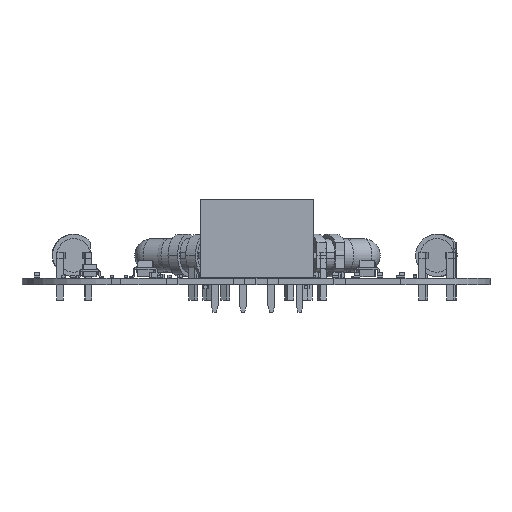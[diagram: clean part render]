
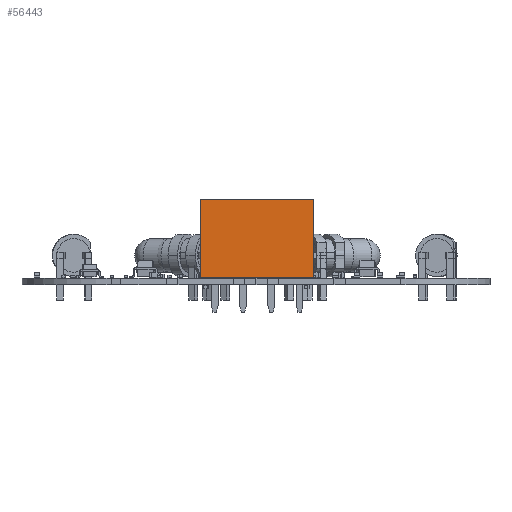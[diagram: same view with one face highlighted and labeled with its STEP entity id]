
A CAD part, front view. The second image highlights one B-rep face of the part: STEP entity #56443.
In plain terms, the highlighted face is planar.
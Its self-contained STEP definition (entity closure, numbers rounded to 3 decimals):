
#54557 = PLANE('',#54558);
#54558 = AXIS2_PLACEMENT_3D('',#54559,#54560,#54561);
#54559 = CARTESIAN_POINT('',(-1.27,-8.89,0.));
#54560 = DIRECTION('',(0.,1.,0.));
#54561 = DIRECTION('',(1.,0.,0.));
#54585 = PLANE('',#54586);
#54586 = AXIS2_PLACEMENT_3D('',#54587,#54588,#54589);
#54587 = CARTESIAN_POINT('',(1.27,-8.89,7.));
#54588 = DIRECTION('',(0.,0.,-1.));
#54589 = DIRECTION('',(0.,-1.,0.));
#54613 = PLANE('',#54614);
#54614 = AXIS2_PLACEMENT_3D('',#54615,#54616,#54617);
#54615 = CARTESIAN_POINT('',(1.27,1.27,0.));
#54616 = DIRECTION('',(0.,-1.,0.));
#54617 = DIRECTION('',(-1.,0.,0.));
#54655 = VERTEX_POINT('',#54656);
#54656 = CARTESIAN_POINT('',(-1.27,-8.89,0.));
#54672 = PLANE('',#54673);
#54673 = AXIS2_PLACEMENT_3D('',#54674,#54675,#54676);
#54674 = CARTESIAN_POINT('',(1.27,-8.89,0.));
#54675 = DIRECTION('',(0.,0.,-1.));
#54676 = DIRECTION('',(0.,-1.,0.));
#54684 = EDGE_CURVE('',#54655,#54685,#54687,.T.);
#54685 = VERTEX_POINT('',#54686);
#54686 = CARTESIAN_POINT('',(-1.27,-8.89,7.));
#54687 = SURFACE_CURVE('',#54688,(#54692,#54699),.PCURVE_S1.);
#54688 = LINE('',#54689,#54690);
#54689 = CARTESIAN_POINT('',(-1.27,-8.89,0.));
#54690 = VECTOR('',#54691,1.);
#54691 = DIRECTION('',(0.,0.,1.));
#54692 = PCURVE('',#54557,#54693);
#54693 = DEFINITIONAL_REPRESENTATION('',(#54694),#54698);
#54694 = LINE('',#54695,#54696);
#54695 = CARTESIAN_POINT('',(0.,0.));
#54696 = VECTOR('',#54697,1.);
#54697 = DIRECTION('',(0.,-1.));
#54698 = ( GEOMETRIC_REPRESENTATION_CONTEXT(2) 
PARAMETRIC_REPRESENTATION_CONTEXT() REPRESENTATION_CONTEXT('2D SPACE',''
  ) );
#54699 = PCURVE('',#54700,#54705);
#54700 = PLANE('',#54701);
#54701 = AXIS2_PLACEMENT_3D('',#54702,#54703,#54704);
#54702 = CARTESIAN_POINT('',(-1.27,1.27,0.));
#54703 = DIRECTION('',(1.,0.,0.));
#54704 = DIRECTION('',(0.,-1.,0.));
#54705 = DEFINITIONAL_REPRESENTATION('',(#54706),#54710);
#54706 = LINE('',#54707,#54708);
#54707 = CARTESIAN_POINT('',(10.16,0.));
#54708 = VECTOR('',#54709,1.);
#54709 = DIRECTION('',(0.,-1.));
#54710 = ( GEOMETRIC_REPRESENTATION_CONTEXT(2) 
PARAMETRIC_REPRESENTATION_CONTEXT() REPRESENTATION_CONTEXT('2D SPACE',''
  ) );
#54867 = VERTEX_POINT('',#54868);
#54868 = CARTESIAN_POINT('',(-1.27,1.27,7.));
#54889 = EDGE_CURVE('',#54890,#54867,#54892,.T.);
#54890 = VERTEX_POINT('',#54891);
#54891 = CARTESIAN_POINT('',(-1.27,1.27,0.));
#54892 = SURFACE_CURVE('',#54893,(#54897,#54904),.PCURVE_S1.);
#54893 = LINE('',#54894,#54895);
#54894 = CARTESIAN_POINT('',(-1.27,1.27,0.));
#54895 = VECTOR('',#54896,1.);
#54896 = DIRECTION('',(0.,0.,1.));
#54897 = PCURVE('',#54613,#54898);
#54898 = DEFINITIONAL_REPRESENTATION('',(#54899),#54903);
#54899 = LINE('',#54900,#54901);
#54900 = CARTESIAN_POINT('',(2.54,0.));
#54901 = VECTOR('',#54902,1.);
#54902 = DIRECTION('',(0.,-1.));
#54903 = ( GEOMETRIC_REPRESENTATION_CONTEXT(2) 
PARAMETRIC_REPRESENTATION_CONTEXT() REPRESENTATION_CONTEXT('2D SPACE',''
  ) );
#54904 = PCURVE('',#54700,#54905);
#54905 = DEFINITIONAL_REPRESENTATION('',(#54906),#54910);
#54906 = LINE('',#54907,#54908);
#54907 = CARTESIAN_POINT('',(0.,0.));
#54908 = VECTOR('',#54909,1.);
#54909 = DIRECTION('',(0.,-1.));
#54910 = ( GEOMETRIC_REPRESENTATION_CONTEXT(2) 
PARAMETRIC_REPRESENTATION_CONTEXT() REPRESENTATION_CONTEXT('2D SPACE',''
  ) );
#55034 = EDGE_CURVE('',#54867,#54685,#55035,.T.);
#55035 = SURFACE_CURVE('',#55036,(#55040,#55047),.PCURVE_S1.);
#55036 = LINE('',#55037,#55038);
#55037 = CARTESIAN_POINT('',(-1.27,1.27,7.));
#55038 = VECTOR('',#55039,1.);
#55039 = DIRECTION('',(0.,-1.,0.));
#55040 = PCURVE('',#54585,#55041);
#55041 = DEFINITIONAL_REPRESENTATION('',(#55042),#55046);
#55042 = LINE('',#55043,#55044);
#55043 = CARTESIAN_POINT('',(-10.16,2.54));
#55044 = VECTOR('',#55045,1.);
#55045 = DIRECTION('',(1.,0.));
#55046 = ( GEOMETRIC_REPRESENTATION_CONTEXT(2) 
PARAMETRIC_REPRESENTATION_CONTEXT() REPRESENTATION_CONTEXT('2D SPACE',''
  ) );
#55047 = PCURVE('',#54700,#55048);
#55048 = DEFINITIONAL_REPRESENTATION('',(#55049),#55053);
#55049 = LINE('',#55050,#55051);
#55050 = CARTESIAN_POINT('',(0.,-7.));
#55051 = VECTOR('',#55052,1.);
#55052 = DIRECTION('',(1.,0.));
#55053 = ( GEOMETRIC_REPRESENTATION_CONTEXT(2) 
PARAMETRIC_REPRESENTATION_CONTEXT() REPRESENTATION_CONTEXT('2D SPACE',''
  ) );
#55537 = EDGE_CURVE('',#54890,#54655,#55538,.T.);
#55538 = SURFACE_CURVE('',#55539,(#55543,#55550),.PCURVE_S1.);
#55539 = LINE('',#55540,#55541);
#55540 = CARTESIAN_POINT('',(-1.27,1.27,0.));
#55541 = VECTOR('',#55542,1.);
#55542 = DIRECTION('',(0.,-1.,0.));
#55543 = PCURVE('',#54672,#55544);
#55544 = DEFINITIONAL_REPRESENTATION('',(#55545),#55549);
#55545 = LINE('',#55546,#55547);
#55546 = CARTESIAN_POINT('',(-10.16,2.54));
#55547 = VECTOR('',#55548,1.);
#55548 = DIRECTION('',(1.,0.));
#55549 = ( GEOMETRIC_REPRESENTATION_CONTEXT(2) 
PARAMETRIC_REPRESENTATION_CONTEXT() REPRESENTATION_CONTEXT('2D SPACE',''
  ) );
#55550 = PCURVE('',#54700,#55551);
#55551 = DEFINITIONAL_REPRESENTATION('',(#55552),#55556);
#55552 = LINE('',#55553,#55554);
#55553 = CARTESIAN_POINT('',(0.,0.));
#55554 = VECTOR('',#55555,1.);
#55555 = DIRECTION('',(1.,0.));
#55556 = ( GEOMETRIC_REPRESENTATION_CONTEXT(2) 
PARAMETRIC_REPRESENTATION_CONTEXT() REPRESENTATION_CONTEXT('2D SPACE',''
  ) );
#56443 = ADVANCED_FACE('',(#56444),#54700,.F.);
#56444 = FACE_BOUND('',#56445,.F.);
#56445 = EDGE_LOOP('',(#56446,#56447,#56448,#56449));
#56446 = ORIENTED_EDGE('',*,*,#54889,.T.);
#56447 = ORIENTED_EDGE('',*,*,#55034,.T.);
#56448 = ORIENTED_EDGE('',*,*,#54684,.F.);
#56449 = ORIENTED_EDGE('',*,*,#55537,.F.);
